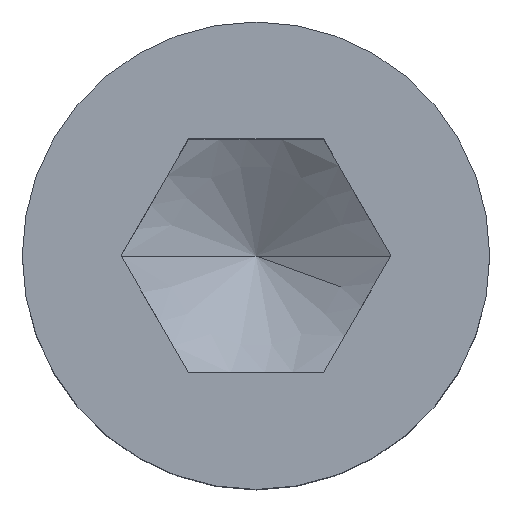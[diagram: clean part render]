
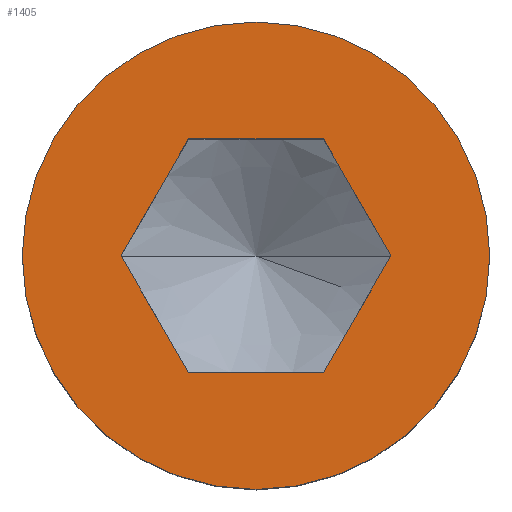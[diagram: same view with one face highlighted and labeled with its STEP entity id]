
A CAD part, top view. The second image highlights one B-rep face of the part: STEP entity #1405.
In plain terms, the highlighted planar face has unit normal (0, 0, 1).
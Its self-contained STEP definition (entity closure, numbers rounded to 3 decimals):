
#735=EDGE_CURVE('',#1587,#1389,#2049,.T.);
#743=EDGE_CURVE('',#853,#1443,#2058,.T.);
#813=EDGE_CURVE('',#907,#1667,#2133,.T.);
#853=VERTEX_POINT('',#2179);
#907=VERTEX_POINT('',#2235);
#999=VERTEX_POINT('',#2334);
#1017=EDGE_CURVE('',#1443,#1479,#2354,.T.);
#1023=EDGE_CURVE('',#1479,#907,#2361,.T.);
#1265=EDGE_CURVE('',#999,#853,#2632,.T.);
#1389=VERTEX_POINT('',#2766);
#1405=ADVANCED_FACE('',(#2782,#2783),#2784,.T.);
#1443=VERTEX_POINT('',#2826);
#1479=VERTEX_POINT('',#2864);
#1587=VERTEX_POINT('',#2989);
#1667=VERTEX_POINT('',#3079);
#1779=EDGE_CURVE('',#1667,#999,#3205,.T.);
#1911=EDGE_CURVE('',#1389,#1587,#3361,.T.);
#2049=CIRCLE('',#3531,8.);
#2058=LINE('',#3543,#3544);
#2133=LINE('',#3657,#3658);
#2179=CARTESIAN_POINT('',(-2.309,-4.0,10.0));
#2235=CARTESIAN_POINT('',(2.309,4.0,10.0));
#2334=CARTESIAN_POINT('',(2.309,-4.0,10.0));
#2354=LINE('',#3990,#3991);
#2361=LINE('',#4001,#4002);
#2632=LINE('',#4397,#4398);
#2766=CARTESIAN_POINT('',(8.0,0.,10.0));
#2782=FACE_BOUND('',#4627,.T.);
#2783=FACE_OUTER_BOUND('',#4628,.T.);
#2784=PLANE('',#4629);
#2826=CARTESIAN_POINT('',(-4.619,0.0,10.0));
#2864=CARTESIAN_POINT('',(-2.309,4.0,10.0));
#2989=CARTESIAN_POINT('',(-8.,0.,10.0));
#3079=CARTESIAN_POINT('',(4.619,0.0,10.0));
#3205=LINE('',#5211,#5212);
#3361=CIRCLE('',#5415,8.);
#3531=AXIS2_PLACEMENT_3D('',#5568,#5569,#5570);
#3543=CARTESIAN_POINT('',(-4.041,-1.,10.0));
#3544=VECTOR('',#5580,1.0);
#3657=CARTESIAN_POINT('',(4.041,1.,10.0));
#3658=VECTOR('',#5648,1.0);
#3990=CARTESIAN_POINT('',(-2.887,3.,10.0));
#3991=VECTOR('',#5881,1.0);
#4001=CARTESIAN_POINT('',(1.155,4.0,10.0));
#4002=VECTOR('',#5891,1.0);
#4397=CARTESIAN_POINT('',(-1.155,-4.0,10.0));
#4398=VECTOR('',#6202,1.0);
#4627=EDGE_LOOP('',(#6342,#6343,#6344,#6345,#6346,#6347));
#4628=EDGE_LOOP('',(#6348,#6349));
#4629=AXIS2_PLACEMENT_3D('',#6350,#6351,#6352);
#5211=CARTESIAN_POINT('',(2.887,-3.0,10.0));
#5212=VECTOR('',#6855,1.0);
#5415=AXIS2_PLACEMENT_3D('',#7085,#7086,#7087);
#5568=CARTESIAN_POINT('',(0.,0.,10.0));
#5569=DIRECTION('',(0.0,0.0,1.0));
#5570=DIRECTION('',(-1.0,0.,0.0));
#5580=DIRECTION('',(-0.5,0.866,0.0));
#5648=DIRECTION('',(0.5,-0.866,0.0));
#5881=DIRECTION('',(0.5,0.866,0.0));
#5891=DIRECTION('',(1.0,0.0,0.0));
#6202=DIRECTION('',(-1.0,0.0,0.0));
#6342=ORIENTED_EDGE('',*,*,#743,.T.);
#6343=ORIENTED_EDGE('',*,*,#1017,.T.);
#6344=ORIENTED_EDGE('',*,*,#1023,.T.);
#6345=ORIENTED_EDGE('',*,*,#813,.T.);
#6346=ORIENTED_EDGE('',*,*,#1779,.T.);
#6347=ORIENTED_EDGE('',*,*,#1265,.T.);
#6348=ORIENTED_EDGE('',*,*,#735,.T.);
#6349=ORIENTED_EDGE('',*,*,#1911,.T.);
#6350=CARTESIAN_POINT('',(-6.31,0.,10.0));
#6351=DIRECTION('',(0.0,0.0,1.0));
#6352=DIRECTION('',(-1.0,0.,0.0));
#6855=DIRECTION('',(-0.5,-0.866,0.0));
#7085=CARTESIAN_POINT('',(0.,0.,10.0));
#7086=DIRECTION('',(0.0,0.0,1.0));
#7087=DIRECTION('',(-1.0,0.,0.0));
